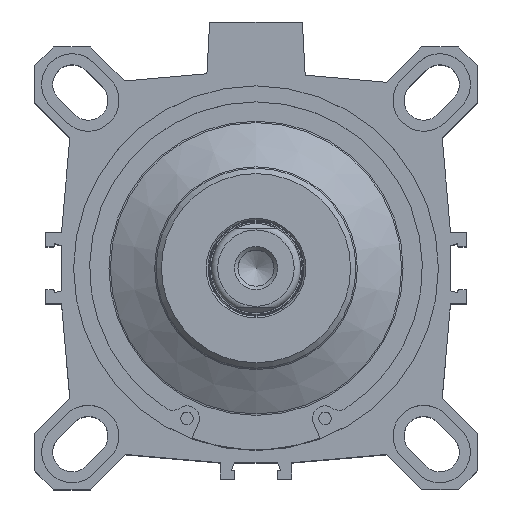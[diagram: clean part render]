
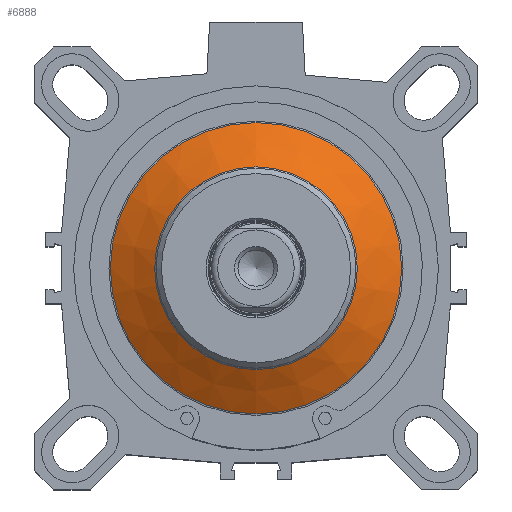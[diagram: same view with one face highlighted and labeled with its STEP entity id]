
A CAD part, top view. The second image highlights one B-rep face of the part: STEP entity #6888.
In plain terms, the highlighted conical face has half-angle 60 degrees and reference radius 34.607 mm.
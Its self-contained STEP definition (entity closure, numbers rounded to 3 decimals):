
#6854=CARTESIAN_POINT('',(0.,40.814,96.957));
#6855=VERTEX_POINT('',#6854);
#6856=CARTESIAN_POINT('',(0.,0.,96.957));
#6857=DIRECTION('',(0.0,0.0,1.0));
#6858=DIRECTION('',(0.0,1.0,0.0));
#6859=AXIS2_PLACEMENT_3D('',#6856,#6857,#6858);
#6860=CIRCLE('',#6859,40.814);
#6861=EDGE_CURVE('',#6855,#6855,#6860,.T.);
#6869=CARTESIAN_POINT('',(0.,0.,100.541));
#6870=DIRECTION('',(0.0,0.0,-1.0));
#6871=DIRECTION('',(0.0,1.0,0.0));
#6872=AXIS2_PLACEMENT_3D('',#6869,#6870,#6871);
#6873=CONICAL_SURFACE('',#6872,34.607,60.);
#6874=CARTESIAN_POINT('',(0.,28.4,104.125));
#6875=VERTEX_POINT('',#6874);
#6876=CARTESIAN_POINT('',(0.,0.,104.125));
#6877=DIRECTION('',(0.0,0.0,1.0));
#6878=DIRECTION('',(0.0,1.0,0.0));
#6879=AXIS2_PLACEMENT_3D('',#6876,#6877,#6878);
#6880=CIRCLE('',#6879,28.4);
#6881=EDGE_CURVE('',#6875,#6875,#6880,.T.);
#6882=ORIENTED_EDGE('',*,*,#6881,.F.);
#6883=EDGE_LOOP('',(#6882));
#6884=FACE_OUTER_BOUND('',#6883,.T.);
#6885=ORIENTED_EDGE('',*,*,#6861,.T.);
#6886=EDGE_LOOP('',(#6885));
#6887=FACE_BOUND('',#6886,.T.);
#6888=ADVANCED_FACE('',(#6884,#6887),#6873,.T.);
